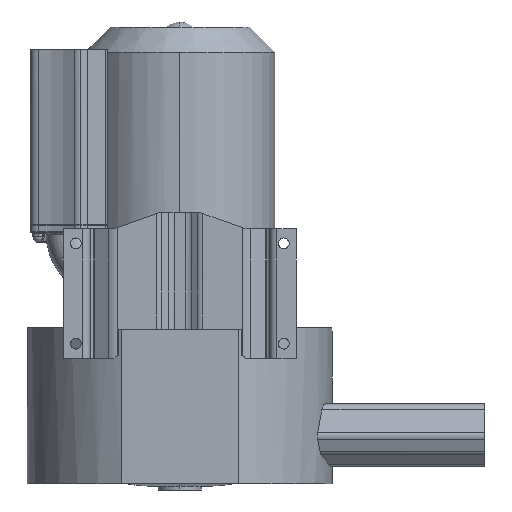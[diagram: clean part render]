
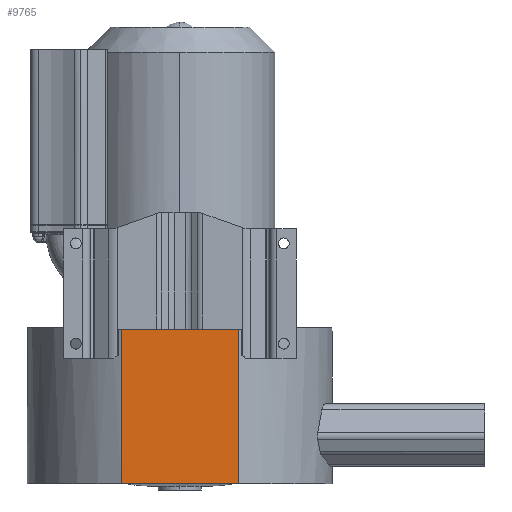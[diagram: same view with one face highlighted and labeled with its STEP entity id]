
A CAD part, left-side view. The second image highlights one B-rep face of the part: STEP entity #9765.
In plain terms, the highlighted planar face has unit normal (-1, 0, 0).
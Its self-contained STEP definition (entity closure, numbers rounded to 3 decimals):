
#410 = ORIENTED_EDGE ( 'NONE', *, *, #20746, .F. ) ;
#719 = ORIENTED_EDGE ( 'NONE', *, *, #11819, .F. ) ;
#1752 = EDGE_LOOP ( 'NONE', ( #719, #20830, #410, #27263 ) ) ;
#3968 = DIRECTION ( 'NONE',  ( 0., 0., 1. ) ) ;
#4060 = DIRECTION ( 'NONE',  ( -1., 0., 0. ) ) ;
#4637 = DIRECTION ( 'NONE',  ( 0., 0., -1. ) ) ;
#5255 = VECTOR ( 'NONE', #18299, 1000. ) ;
#5277 = VECTOR ( 'NONE', #4637, 1000. ) ;
#6468 = CARTESIAN_POINT ( 'NONE',  ( -196.7, 81.72, 681.042 ) ) ;
#6717 = FACE_OUTER_BOUND ( 'NONE', #1752, .T. ) ;
#6826 = CARTESIAN_POINT ( 'NONE',  ( -196.7, -81.72, 681.042 ) ) ;
#7893 = LINE ( 'NONE', #25314, #5255 ) ;
#9226 = CARTESIAN_POINT ( 'NONE',  ( -196.7, 81.72, 681.042 ) ) ;
#9724 = AXIS2_PLACEMENT_3D ( 'NONE', #9226, #4060, #13603 ) ;
#9765 = ADVANCED_FACE ( 'NONE', ( #6717 ), #21086, .T. ) ;
#10548 = DIRECTION ( 'NONE',  ( 0., -1., 0. ) ) ;
#10906 = VERTEX_POINT ( 'NONE', #22939 ) ;
#11819 = EDGE_CURVE ( 'NONE', #10906, #14719, #30083, .T. ) ;
#13603 = DIRECTION ( 'NONE',  ( 0., 0., 1. ) ) ;
#14485 = VECTOR ( 'NONE', #3968, 1000. ) ;
#14719 = VERTEX_POINT ( 'NONE', #28866 ) ;
#18186 = LINE ( 'NONE', #6468, #14485 ) ;
#18299 = DIRECTION ( 'NONE',  ( 0., -1., 0. ) ) ;
#20629 = EDGE_CURVE ( 'NONE', #28983, #14719, #22264, .T. ) ;
#20746 = EDGE_CURVE ( 'NONE', #28983, #27973, #18186, .T. ) ;
#20830 = ORIENTED_EDGE ( 'NONE', *, *, #27573, .F. ) ;
#21086 = PLANE ( 'NONE',  #9724 ) ;
#22264 = LINE ( 'NONE', #28976, #22948 ) ;
#22939 = CARTESIAN_POINT ( 'NONE',  ( -196.7, -81.72, 90. ) ) ;
#22948 = VECTOR ( 'NONE', #10548, 1000. ) ;
#25248 = CARTESIAN_POINT ( 'NONE',  ( -196.7, 81.72, -125.75 ) ) ;
#25314 = CARTESIAN_POINT ( 'NONE',  ( -196.7, 0., 90. ) ) ;
#27001 = CARTESIAN_POINT ( 'NONE',  ( -196.7, 81.72, 90. ) ) ;
#27263 = ORIENTED_EDGE ( 'NONE', *, *, #20629, .T. ) ;
#27573 = EDGE_CURVE ( 'NONE', #27973, #10906, #7893, .T. ) ;
#27973 = VERTEX_POINT ( 'NONE', #27001 ) ;
#28866 = CARTESIAN_POINT ( 'NONE',  ( -196.7, -81.72, -125.75 ) ) ;
#28976 = CARTESIAN_POINT ( 'NONE',  ( -196.7, 81.72, -125.75 ) ) ;
#28983 = VERTEX_POINT ( 'NONE', #25248 ) ;
#30083 = LINE ( 'NONE', #6826, #5277 ) ;
